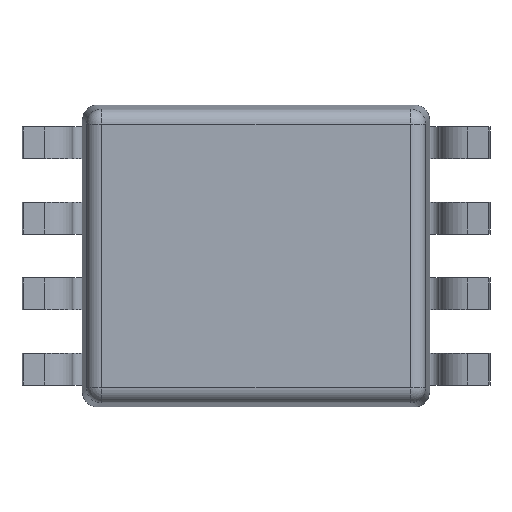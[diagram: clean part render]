
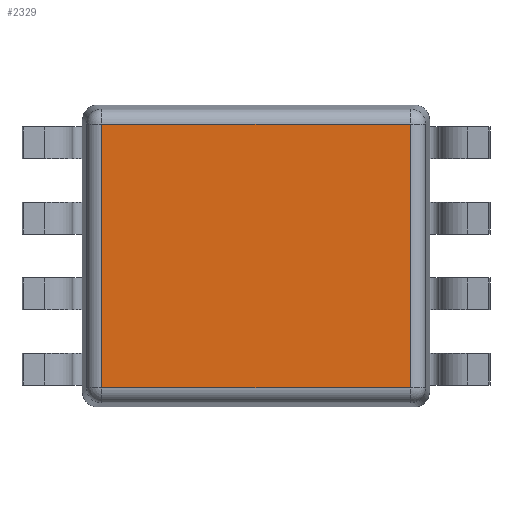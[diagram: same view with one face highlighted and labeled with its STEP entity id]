
A CAD part, front view. The second image highlights one B-rep face of the part: STEP entity #2329.
In plain terms, the highlighted planar face has unit normal (0, -1, 0).
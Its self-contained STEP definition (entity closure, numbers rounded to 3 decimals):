
#175=FACE_OUTER_BOUND('',#318,.T.);
#318=EDGE_LOOP('',(#1897,#1898,#1899,#1900));
#534=LINE('',#3791,#772);
#535=LINE('',#3793,#773);
#536=LINE('',#3795,#774);
#537=LINE('',#3796,#775);
#772=VECTOR('',#3068,1.);
#773=VECTOR('',#3069,1.);
#774=VECTOR('',#3070,1.);
#775=VECTOR('',#3071,1.);
#1085=VERTEX_POINT('',#3789);
#1086=VERTEX_POINT('',#3790);
#1087=VERTEX_POINT('',#3792);
#1088=VERTEX_POINT('',#3794);
#1364=EDGE_CURVE('',#1085,#1086,#534,.T.);
#1365=EDGE_CURVE('',#1086,#1087,#535,.T.);
#1366=EDGE_CURVE('',#1087,#1088,#536,.T.);
#1367=EDGE_CURVE('',#1088,#1085,#537,.T.);
#1897=ORIENTED_EDGE('',*,*,#1364,.T.);
#1898=ORIENTED_EDGE('',*,*,#1365,.T.);
#1899=ORIENTED_EDGE('',*,*,#1366,.T.);
#1900=ORIENTED_EDGE('',*,*,#1367,.T.);
#2219=PLANE('',#2545);
#2329=ADVANCED_FACE('',(#175),#2219,.T.);
#2545=AXIS2_PLACEMENT_3D('',#3788,#3066,#3067);
#3066=DIRECTION('center_axis',(0.,-1.,0.));
#3067=DIRECTION('ref_axis',(1.,0.,0.));
#3068=DIRECTION('',(0.,0.,-1.));
#3069=DIRECTION('',(1.,0.,0.));
#3070=DIRECTION('',(0.,0.,1.));
#3071=DIRECTION('',(-1.,0.,0.));
#3788=CARTESIAN_POINT('Origin',(0.,0.1,0.));
#3789=CARTESIAN_POINT('',(-1.023,0.1,0.873));
#3790=CARTESIAN_POINT('',(-1.023,0.1,-0.873));
#3791=CARTESIAN_POINT('',(-1.023,0.1,0.));
#3792=CARTESIAN_POINT('',(1.023,0.1,-0.873));
#3793=CARTESIAN_POINT('',(0.,0.1,-0.873));
#3794=CARTESIAN_POINT('',(1.023,0.1,0.873));
#3795=CARTESIAN_POINT('',(1.023,0.1,0.));
#3796=CARTESIAN_POINT('',(0.,0.1,0.873));
